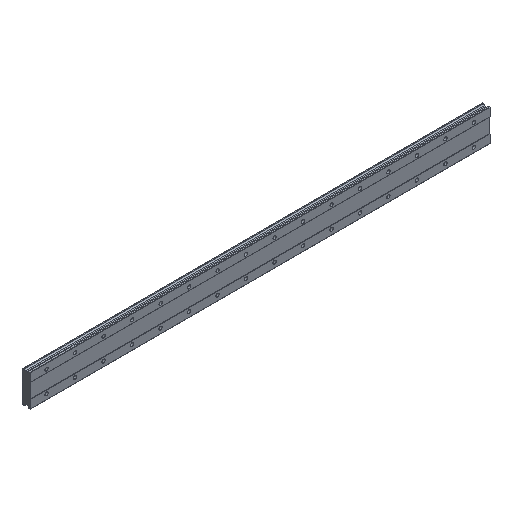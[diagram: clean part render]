
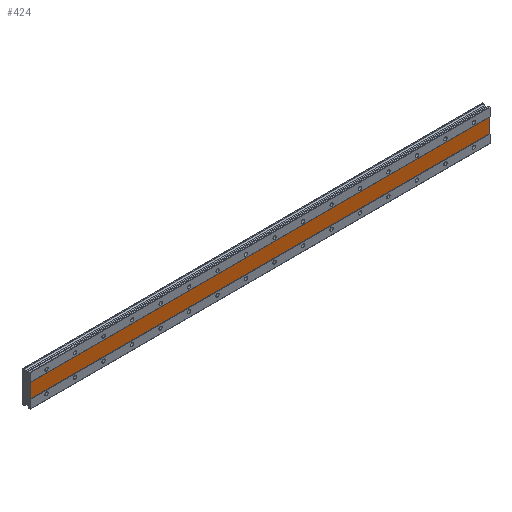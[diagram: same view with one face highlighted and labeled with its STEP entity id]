
A CAD part, isometric view. The second image highlights one B-rep face of the part: STEP entity #424.
In plain terms, the highlighted planar face has unit normal (0, -1, 0).
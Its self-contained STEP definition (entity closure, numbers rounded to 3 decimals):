
#7 = VECTOR ( 'NONE', #2339, 1000. ) ;
#88 = EDGE_LOOP ( 'NONE', ( #3617, #398, #1305, #3076 ) ) ;
#240 = CARTESIAN_POINT ( 'NONE',  ( 1245., 1., 20. ) ) ;
#398 = ORIENTED_EDGE ( 'NONE', *, *, #2172, .F. ) ;
#424 = ADVANCED_FACE ( 'NONE', ( #979 ), #2453, .F. ) ;
#817 = DIRECTION ( 'NONE',  ( 0., 0., 1. ) ) ;
#979 = FACE_OUTER_BOUND ( 'NONE', #88, .T. ) ;
#1168 = DIRECTION ( 'NONE',  ( 1., 0., 0. ) ) ;
#1187 = CARTESIAN_POINT ( 'NONE',  ( 1245., 1., 20. ) ) ;
#1305 = ORIENTED_EDGE ( 'NONE', *, *, #2659, .F. ) ;
#1367 = CARTESIAN_POINT ( 'NONE',  ( 1245., 1., 20. ) ) ;
#1487 = VERTEX_POINT ( 'NONE', #1367 ) ;
#1761 = VERTEX_POINT ( 'NONE', #2741 ) ;
#1999 = CARTESIAN_POINT ( 'NONE',  ( 1245., 1., 20. ) ) ;
#2059 = LINE ( 'NONE', #2988, #5508 ) ;
#2172 = EDGE_CURVE ( 'NONE', #1487, #1761, #5577, .T. ) ;
#2330 = DIRECTION ( 'NONE',  ( 0., 0., 1. ) ) ;
#2339 = DIRECTION ( 'NONE',  ( 0., 0., -1. ) ) ;
#2453 = PLANE ( 'NONE',  #5036 ) ;
#2659 = EDGE_CURVE ( 'NONE', #5342, #1487, #5391, .T. ) ;
#2741 = CARTESIAN_POINT ( 'NONE',  ( 1245., 1., -20. ) ) ;
#2988 = CARTESIAN_POINT ( 'NONE',  ( -45., 1., 20. ) ) ;
#3076 = ORIENTED_EDGE ( 'NONE', *, *, #4913, .F. ) ;
#3360 = CARTESIAN_POINT ( 'NONE',  ( 1245., 1., -20. ) ) ;
#3576 = VECTOR ( 'NONE', #1168, 1000. ) ;
#3614 = CARTESIAN_POINT ( 'NONE',  ( -45., 1., -20. ) ) ;
#3617 = ORIENTED_EDGE ( 'NONE', *, *, #5208, .F. ) ;
#3741 = VECTOR ( 'NONE', #4427, 1000. ) ;
#4175 = CARTESIAN_POINT ( 'NONE',  ( -45., 1., 20. ) ) ;
#4279 = DIRECTION ( 'NONE',  ( 0., 1., 0. ) ) ;
#4396 = LINE ( 'NONE', #3360, #3741 ) ;
#4427 = DIRECTION ( 'NONE',  ( -1., 0., 0. ) ) ;
#4611 = VERTEX_POINT ( 'NONE', #3614 ) ;
#4913 = EDGE_CURVE ( 'NONE', #4611, #5342, #2059, .T. ) ;
#5036 = AXIS2_PLACEMENT_3D ( 'NONE', #1999, #4279, #2330 ) ;
#5208 = EDGE_CURVE ( 'NONE', #1761, #4611, #4396, .T. ) ;
#5342 = VERTEX_POINT ( 'NONE', #4175 ) ;
#5391 = LINE ( 'NONE', #240, #3576 ) ;
#5508 = VECTOR ( 'NONE', #817, 1000. ) ;
#5577 = LINE ( 'NONE', #1187, #7 ) ;
